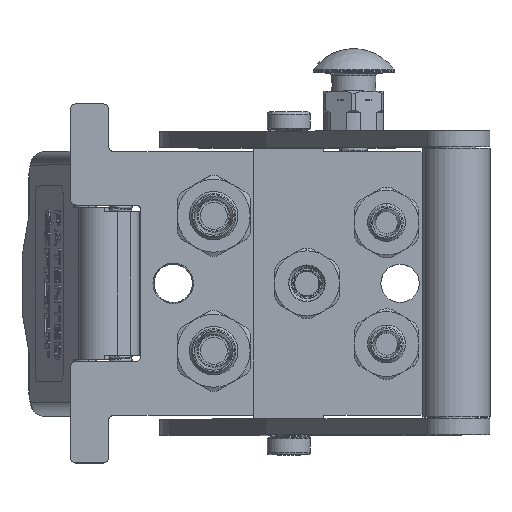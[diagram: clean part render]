
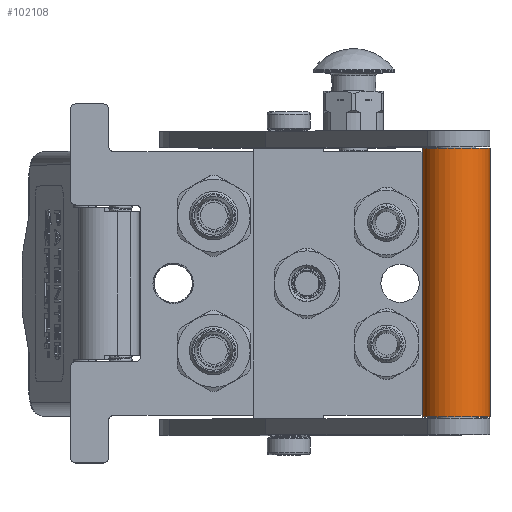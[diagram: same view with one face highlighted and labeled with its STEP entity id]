
A CAD part, top view. The second image highlights one B-rep face of the part: STEP entity #102108.
In plain terms, the highlighted cylindrical face has radius 12.5 mm (diameter 25 mm), a partial arc.
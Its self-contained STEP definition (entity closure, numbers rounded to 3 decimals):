
#804 = EDGE_CURVE ( 'NONE', #66445, #75817, #101987, .T. ) ;
#1861 = EDGE_CURVE ( 'NONE', #93459, #66445, #108332, .T. ) ;
#6749 = AXIS2_PLACEMENT_3D ( 'NONE', #90890, #60165, #91797 ) ;
#8477 = EDGE_CURVE ( 'NONE', #93459, #15950, #84437, .T. ) ;
#13373 = FACE_OUTER_BOUND ( 'NONE', #71719, .T. ) ;
#15950 = VERTEX_POINT ( 'NONE', #104026 ) ;
#20509 = ORIENTED_EDGE ( 'NONE', *, *, #1861, .T. ) ;
#25678 = ORIENTED_EDGE ( 'NONE', *, *, #8477, .F. ) ;
#28385 = EDGE_CURVE ( 'NONE', #15950, #75817, #129153, .T. ) ;
#37413 = CARTESIAN_POINT ( 'NONE',  ( 4.5, 0., 12.5 ) ) ;
#37797 = DIRECTION ( 'NONE',  ( 0., 0., 1. ) ) ;
#40607 = CARTESIAN_POINT ( 'NONE',  ( 104., 0., -12.5 ) ) ;
#49949 = VECTOR ( 'NONE', #72238, 1000. ) ;
#60165 = DIRECTION ( 'NONE',  ( -1., 0., 0. ) ) ;
#63193 = ORIENTED_EDGE ( 'NONE', *, *, #28385, .F. ) ;
#66445 = VERTEX_POINT ( 'NONE', #122709 ) ;
#68127 = CARTESIAN_POINT ( 'NONE',  ( 104., 0., -12.5 ) ) ;
#71719 = EDGE_LOOP ( 'NONE', ( #20509, #107549, #63193, #25678 ) ) ;
#72238 = DIRECTION ( 'NONE',  ( -1., 0., 0. ) ) ;
#73823 = CARTESIAN_POINT ( 'NONE',  ( 4.5, 0., 0. ) ) ;
#75817 = VERTEX_POINT ( 'NONE', #37413 ) ;
#80608 = VECTOR ( 'NONE', #117584, 1000. ) ;
#84422 = DIRECTION ( 'NONE',  ( -1., 0., 0. ) ) ;
#84437 = LINE ( 'NONE', #40607, #49949 ) ;
#90890 = CARTESIAN_POINT ( 'NONE',  ( 104., 0., 0. ) ) ;
#91797 = DIRECTION ( 'NONE',  ( 0., 0., -1. ) ) ;
#93459 = VERTEX_POINT ( 'NONE', #68127 ) ;
#94009 = AXIS2_PLACEMENT_3D ( 'NONE', #102548, #112205, #37797 ) ;
#94988 = DIRECTION ( 'NONE',  ( 0., 0., -1. ) ) ;
#99179 = CARTESIAN_POINT ( 'NONE',  ( 104., 0., 12.5 ) ) ;
#101987 = LINE ( 'NONE', #99179, #80608 ) ;
#102108 = ADVANCED_FACE ( 'NONE', ( #13373 ), #115297, .T. ) ;
#102548 = CARTESIAN_POINT ( 'NONE',  ( -5.425, 0., 0. ) ) ;
#104026 = CARTESIAN_POINT ( 'NONE',  ( 4.5, 0., -12.5 ) ) ;
#107549 = ORIENTED_EDGE ( 'NONE', *, *, #804, .T. ) ;
#108332 = CIRCLE ( 'NONE', #6749, 12.5 ) ;
#112205 = DIRECTION ( 'NONE',  ( -1., 0., 0. ) ) ;
#115297 = CYLINDRICAL_SURFACE ( 'NONE', #94009, 12.5 ) ;
#117584 = DIRECTION ( 'NONE',  ( -1., 0., 0. ) ) ;
#122709 = CARTESIAN_POINT ( 'NONE',  ( 104., 0., 12.5 ) ) ;
#129153 = CIRCLE ( 'NONE', #134177, 12.5 ) ;
#134177 = AXIS2_PLACEMENT_3D ( 'NONE', #73823, #84422, #94988 ) ;
